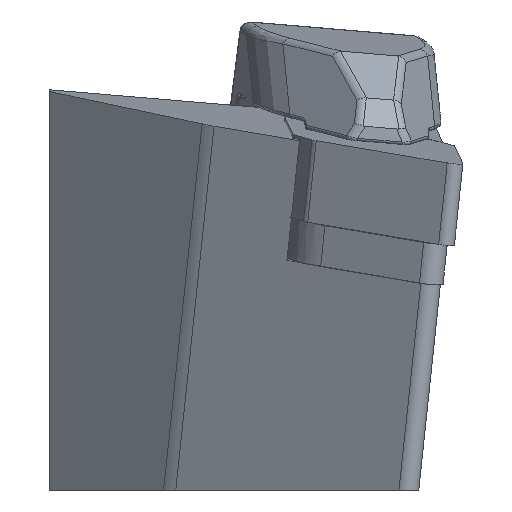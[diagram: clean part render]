
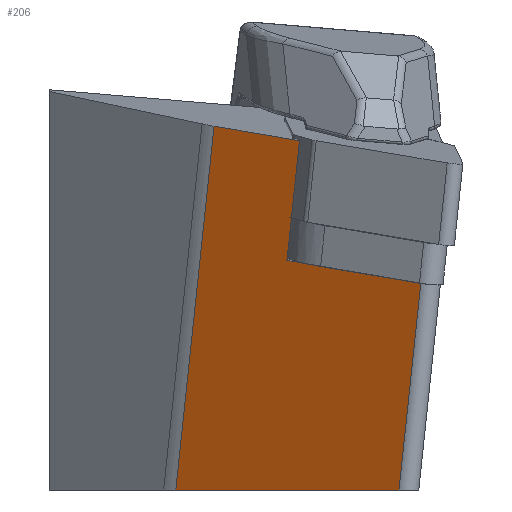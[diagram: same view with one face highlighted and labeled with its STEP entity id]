
A CAD part, left-side view. The second image highlights one B-rep face of the part: STEP entity #206.
In plain terms, the highlighted planar face has unit normal (-0.849, 0.527, -0.034).
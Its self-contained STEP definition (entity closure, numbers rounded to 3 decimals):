
#206=ADVANCED_FACE('',(#400),#339,.F.);
#339=PLANE('',#2317);
#400=FACE_OUTER_BOUND('',#528,.T.);
#528=EDGE_LOOP('',(#1095,#1096,#1097,#1098,#1099,#1100,#1101));
#662=LINE('',#3229,#851);
#669=LINE('',#3246,#858);
#699=LINE('',#3312,#888);
#700=LINE('',#3314,#889);
#701=LINE('',#3315,#890);
#702=LINE('',#3317,#891);
#703=LINE('',#3319,#892);
#851=VECTOR('',#2555,1.);
#858=VECTOR('',#2566,1.);
#888=VECTOR('',#2620,1.);
#889=VECTOR('',#2621,1.);
#890=VECTOR('',#2622,1.);
#891=VECTOR('',#2623,1.);
#892=VECTOR('',#2624,1.);
#1095=ORIENTED_EDGE('',*,*,#1945,.T.);
#1096=ORIENTED_EDGE('',*,*,#1903,.T.);
#1097=ORIENTED_EDGE('',*,*,#1946,.T.);
#1098=ORIENTED_EDGE('',*,*,#1911,.F.);
#1099=ORIENTED_EDGE('',*,*,#1947,.T.);
#1100=ORIENTED_EDGE('',*,*,#1948,.F.);
#1101=ORIENTED_EDGE('',*,*,#1949,.T.);
#1698=VERTEX_POINT('',#3226);
#1699=VERTEX_POINT('',#3228);
#1700=VERTEX_POINT('',#3232);
#1707=VERTEX_POINT('',#3245);
#1732=VERTEX_POINT('',#3313);
#1733=VERTEX_POINT('',#3316);
#1734=VERTEX_POINT('',#3318);
#1903=EDGE_CURVE('',#1698,#1699,#662,.T.);
#1911=EDGE_CURVE('',#1707,#1700,#669,.T.);
#1945=EDGE_CURVE('',#1732,#1698,#699,.T.);
#1946=EDGE_CURVE('',#1699,#1700,#700,.T.);
#1947=EDGE_CURVE('',#1707,#1733,#701,.T.);
#1948=EDGE_CURVE('',#1734,#1733,#702,.T.);
#1949=EDGE_CURVE('',#1734,#1732,#703,.T.);
#2317=AXIS2_PLACEMENT_3D('',#3320,#2625,#2626);
#2555=DIRECTION('',(0.518,0.843,0.143));
#2566=DIRECTION('',(-0.518,-0.843,-0.143));
#2620=DIRECTION('',(0.518,0.843,0.143));
#2621=DIRECTION('',(-0.105,-0.104,0.989));
#2622=DIRECTION('',(0.105,0.104,-0.989));
#2623=DIRECTION('',(0.527,0.85,0.));
#2624=DIRECTION('',(-0.105,-0.104,0.989));
#2625=DIRECTION('',(0.849,-0.527,0.034));
#2626=DIRECTION('',(0.527,0.85,0.));
#3226=CARTESIAN_POINT('',(8.663,-19.768,-7.535));
#3228=CARTESIAN_POINT('',(9.537,-18.345,-7.293));
#3229=CARTESIAN_POINT('',(3.2,-28.668,-9.048));
#3232=CARTESIAN_POINT('',(8.562,-19.314,1.935));
#3245=CARTESIAN_POINT('',(12.607,-12.724,3.055));
#3246=CARTESIAN_POINT('',(2.224,-29.638,0.18));
#3312=CARTESIAN_POINT('',(3.2,-28.668,-9.048));
#3313=CARTESIAN_POINT('',(3.2,-28.668,-9.048));
#3314=CARTESIAN_POINT('',(8.492,-19.384,2.597));
#3315=CARTESIAN_POINT('',(16.747,-8.607,-36.112));
#3316=CARTESIAN_POINT('',(15.572,-9.775,-25.));
#3317=CARTESIAN_POINT('',(5.955,-25.268,-25.));
#3318=CARTESIAN_POINT('',(4.885,-26.992,-25.));
#3319=CARTESIAN_POINT('',(6.364,-25.521,-38.987));
#3320=CARTESIAN_POINT('',(6.364,-25.521,-38.987));
